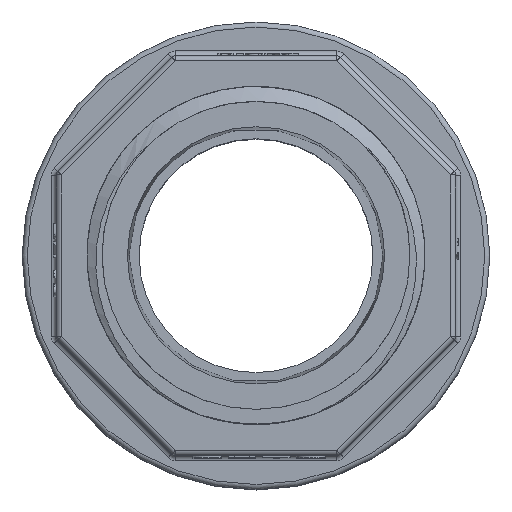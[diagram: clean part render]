
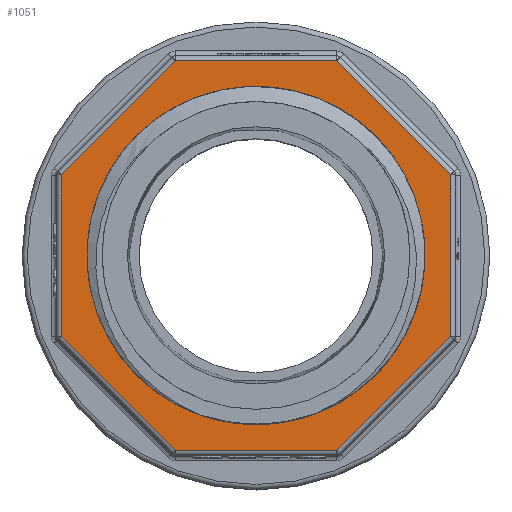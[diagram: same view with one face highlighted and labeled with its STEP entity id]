
A CAD part, top view. The second image highlights one B-rep face of the part: STEP entity #1051.
In plain terms, the highlighted planar face has unit normal (0, 0, 1).
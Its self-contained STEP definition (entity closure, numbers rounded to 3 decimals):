
#148=LINE('',#10429,#376);
#149=LINE('',#10432,#377);
#150=LINE('',#10434,#378);
#151=LINE('',#10436,#379);
#152=LINE('',#10438,#380);
#153=LINE('',#10440,#381);
#154=LINE('',#10442,#382);
#155=LINE('',#10444,#383);
#376=VECTOR('',#4814,1.);
#377=VECTOR('',#4815,1.);
#378=VECTOR('',#4816,1.);
#379=VECTOR('',#4817,1.);
#380=VECTOR('',#4818,1.);
#381=VECTOR('',#4819,1.);
#382=VECTOR('',#4820,1.);
#383=VECTOR('',#4821,1.);
#692=PLANE('',#4444);
#1051=ADVANCED_FACE('',(#1713,#1714),#692,.F.);
#1462=B_SPLINE_CURVE_WITH_KNOTS('',3,(#10448,#10449,#10450,#10451,#10452,
#10453,#10454,#10455,#10456,#10457),.UNSPECIFIED.,.F.,.F.,(4,2,2,2,4),(0.,
0.25,0.5,0.75,1.),.UNSPECIFIED.);
#1463=B_SPLINE_CURVE_WITH_KNOTS('',3,(#10461,#10462,#10463,#10464,#10465,
#10466,#10467,#10468,#10469,#10470),.UNSPECIFIED.,.F.,.F.,(4,2,2,2,4),(0.,
0.25,0.5,0.75,1.),.UNSPECIFIED.);
#1713=FACE_BOUND('',#1813,.T.);
#1714=FACE_BOUND('',#1814,.T.);
#1813=EDGE_LOOP('',(#2284,#2285,#2286,#2287,#2288,#2289,#2290,#2291));
#1814=EDGE_LOOP('',(#2292,#2293,#2294,#2295));
#2284=ORIENTED_EDGE('',*,*,#3880,.T.);
#2285=ORIENTED_EDGE('',*,*,#3881,.T.);
#2286=ORIENTED_EDGE('',*,*,#3882,.T.);
#2287=ORIENTED_EDGE('',*,*,#3883,.T.);
#2288=ORIENTED_EDGE('',*,*,#3884,.T.);
#2289=ORIENTED_EDGE('',*,*,#3885,.T.);
#2290=ORIENTED_EDGE('',*,*,#3886,.T.);
#2291=ORIENTED_EDGE('',*,*,#3887,.T.);
#2292=ORIENTED_EDGE('',*,*,#3888,.T.);
#2293=ORIENTED_EDGE('',*,*,#3889,.T.);
#2294=ORIENTED_EDGE('',*,*,#3890,.T.);
#2295=ORIENTED_EDGE('',*,*,#3891,.T.);
#3474=VERTEX_POINT('',#10430);
#3475=VERTEX_POINT('',#10431);
#3476=VERTEX_POINT('',#10433);
#3477=VERTEX_POINT('',#10435);
#3478=VERTEX_POINT('',#10437);
#3479=VERTEX_POINT('',#10439);
#3480=VERTEX_POINT('',#10441);
#3481=VERTEX_POINT('',#10443);
#3482=VERTEX_POINT('',#10446);
#3483=VERTEX_POINT('',#10447);
#3484=VERTEX_POINT('',#10458);
#3485=VERTEX_POINT('',#10460);
#3880=EDGE_CURVE('',#3474,#3475,#148,.T.);
#3881=EDGE_CURVE('',#3475,#3476,#149,.T.);
#3882=EDGE_CURVE('',#3476,#3477,#150,.T.);
#3883=EDGE_CURVE('',#3477,#3478,#151,.T.);
#3884=EDGE_CURVE('',#3478,#3479,#152,.T.);
#3885=EDGE_CURVE('',#3479,#3480,#153,.T.);
#3886=EDGE_CURVE('',#3480,#3481,#154,.T.);
#3887=EDGE_CURVE('',#3481,#3474,#155,.T.);
#3888=EDGE_CURVE('',#3482,#3483,#4318,.T.);
#3889=EDGE_CURVE('',#3483,#3484,#1462,.T.);
#3890=EDGE_CURVE('',#3484,#3485,#4319,.T.);
#3891=EDGE_CURVE('',#3485,#3482,#1463,.T.);
#4318=CIRCLE('',#4442,15.146);
#4319=CIRCLE('',#4443,16.625);
#4442=AXIS2_PLACEMENT_3D('',#10445,#4822,#4823);
#4443=AXIS2_PLACEMENT_3D('',#10459,#4824,#4825);
#4444=AXIS2_PLACEMENT_3D('',#10471,#4826,#4827);
#4814=DIRECTION('',(-1.,0.,0.));
#4815=DIRECTION('',(-0.707,-0.707,0.));
#4816=DIRECTION('',(0.,-1.,0.));
#4817=DIRECTION('',(0.707,-0.707,0.));
#4818=DIRECTION('',(1.,0.,0.));
#4819=DIRECTION('',(0.707,0.707,0.));
#4820=DIRECTION('',(0.,1.,0.));
#4821=DIRECTION('',(-0.707,0.707,0.));
#4822=DIRECTION('',(0.,0.,-1.));
#4823=DIRECTION('',(-1.,0.,0.));
#4824=DIRECTION('',(0.,0.,-1.));
#4825=DIRECTION('',(-1.,0.,0.));
#4826=DIRECTION('',(0.,0.,-1.));
#4827=DIRECTION('',(-1.,0.,0.));
#10429=CARTESIAN_POINT('',(108.068,19.15,33.5));
#10430=CARTESIAN_POINT('',(123.932,19.15,33.5));
#10431=CARTESIAN_POINT('',(108.068,19.15,33.5));
#10432=CARTESIAN_POINT('',(96.85,7.932,33.5));
#10433=CARTESIAN_POINT('',(96.85,7.932,33.5));
#10434=CARTESIAN_POINT('',(96.85,-7.932,33.5));
#10435=CARTESIAN_POINT('',(96.85,-7.932,33.5));
#10436=CARTESIAN_POINT('',(108.068,-19.15,33.5));
#10437=CARTESIAN_POINT('',(108.068,-19.15,33.5));
#10438=CARTESIAN_POINT('',(123.932,-19.15,33.5));
#10439=CARTESIAN_POINT('',(123.932,-19.15,33.5));
#10440=CARTESIAN_POINT('',(135.15,-7.932,33.5));
#10441=CARTESIAN_POINT('',(135.15,-7.932,33.5));
#10442=CARTESIAN_POINT('',(135.15,7.932,33.5));
#10443=CARTESIAN_POINT('',(135.15,7.932,33.5));
#10444=CARTESIAN_POINT('',(123.932,19.15,33.5));
#10445=CARTESIAN_POINT('',(116.,0.,33.5));
#10446=CARTESIAN_POINT('',(117.642,-15.056,33.5));
#10447=CARTESIAN_POINT('',(107.76,-12.708,33.5));
#10448=CARTESIAN_POINT('',(107.76,-12.708,33.5));
#10449=CARTESIAN_POINT('',(105.346,-11.298,33.5));
#10450=CARTESIAN_POINT('',(103.367,-9.237,33.5));
#10451=CARTESIAN_POINT('',(100.709,-4.356,33.5));
#10452=CARTESIAN_POINT('',(100.056,-1.547,33.5));
#10453=CARTESIAN_POINT('',(100.233,3.974,33.5));
#10454=CARTESIAN_POINT('',(101.049,6.707,33.5));
#10455=CARTESIAN_POINT('',(103.973,11.478,33.5));
#10456=CARTESIAN_POINT('',(106.019,13.439,33.5));
#10457=CARTESIAN_POINT('',(108.453,14.813,33.5));
#10458=CARTESIAN_POINT('',(108.453,14.813,33.5));
#10459=CARTESIAN_POINT('',(116.,0.,33.5));
#10460=CARTESIAN_POINT('',(129.405,9.833,33.5));
#10461=CARTESIAN_POINT('',(129.405,9.833,33.5));
#10462=CARTESIAN_POINT('',(130.961,7.511,33.5));
#10463=CARTESIAN_POINT('',(131.905,4.822,33.5));
#10464=CARTESIAN_POINT('',(132.368,-0.706,33.5));
#10465=CARTESIAN_POINT('',(131.87,-3.543,33.5));
#10466=CARTESIAN_POINT('',(129.541,-8.56,33.5));
#10467=CARTESIAN_POINT('',(127.708,-10.758,33.5));
#10468=CARTESIAN_POINT('',(123.139,-13.928,33.5));
#10469=CARTESIAN_POINT('',(120.435,-14.883,33.5));
#10470=CARTESIAN_POINT('',(117.642,-15.056,33.5));
#10471=CARTESIAN_POINT('',(116.,-69.,33.5));
